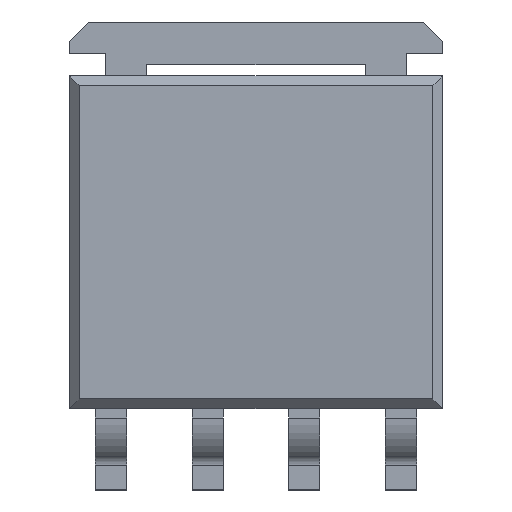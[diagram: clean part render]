
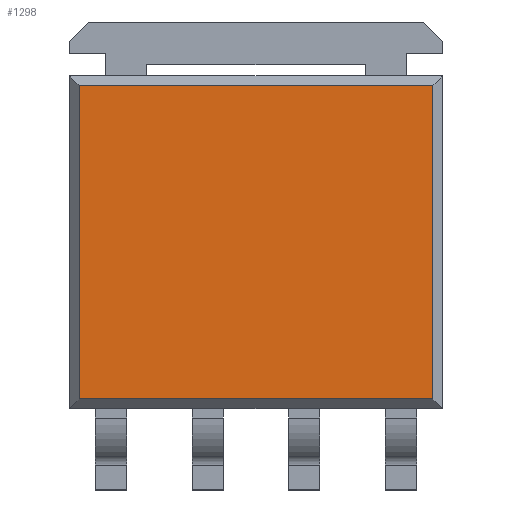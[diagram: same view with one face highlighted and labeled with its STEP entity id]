
A CAD part, top view. The second image highlights one B-rep face of the part: STEP entity #1298.
In plain terms, the highlighted planar face has unit normal (0, 0, 1).
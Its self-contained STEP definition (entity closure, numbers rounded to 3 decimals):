
#142=FACE_OUTER_BOUND('',#210,.T.);
#210=EDGE_LOOP('',(#1155,#1156,#1157,#1158));
#351=LINE('',#2110,#501);
#355=LINE('',#2118,#505);
#358=LINE('',#2124,#508);
#362=LINE('',#2130,#512);
#501=VECTOR('',#1738,10.);
#505=VECTOR('',#1744,10.);
#508=VECTOR('',#1749,10.);
#512=VECTOR('',#1755,10.);
#629=VERTEX_POINT('',#2108);
#630=VERTEX_POINT('',#2109);
#633=VERTEX_POINT('',#2117);
#635=VERTEX_POINT('',#2123);
#803=EDGE_CURVE('',#629,#630,#351,.T.);
#807=EDGE_CURVE('',#630,#633,#355,.T.);
#810=EDGE_CURVE('',#633,#635,#358,.T.);
#814=EDGE_CURVE('',#635,#629,#362,.T.);
#1155=ORIENTED_EDGE('',*,*,#803,.F.);
#1156=ORIENTED_EDGE('',*,*,#814,.F.);
#1157=ORIENTED_EDGE('',*,*,#810,.F.);
#1158=ORIENTED_EDGE('',*,*,#807,.F.);
#1231=PLANE('',#1417);
#1298=ADVANCED_FACE('',(#142),#1231,.T.);
#1417=AXIS2_PLACEMENT_3D('',#2136,#1763,#1764);
#1738=DIRECTION('',(0.,-1.,0.));
#1744=DIRECTION('',(-1.,0.,0.));
#1749=DIRECTION('',(0.,1.,0.));
#1755=DIRECTION('',(1.,0.,0.));
#1763=DIRECTION('center_axis',(0.,0.,1.));
#1764=DIRECTION('ref_axis',(1.,0.,0.));
#2108=CARTESIAN_POINT('',(2.325,2.06,1.07));
#2109=CARTESIAN_POINT('',(2.325,-2.06,1.07));
#2110=CARTESIAN_POINT('',(2.325,-1.093,1.07));
#2117=CARTESIAN_POINT('',(-2.325,-2.06,1.07));
#2118=CARTESIAN_POINT('',(-1.225,-2.06,1.07));
#2123=CARTESIAN_POINT('',(-2.325,2.06,1.07));
#2124=CARTESIAN_POINT('',(-2.325,1.093,1.07));
#2130=CARTESIAN_POINT('',(1.225,2.06,1.07));
#2136=CARTESIAN_POINT('Origin',(0.,0.,1.07));
